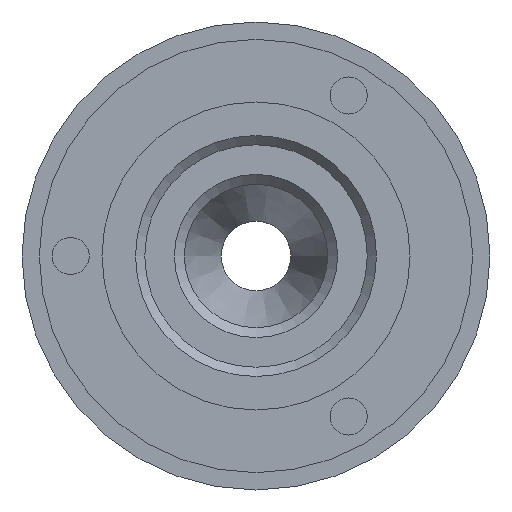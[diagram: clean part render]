
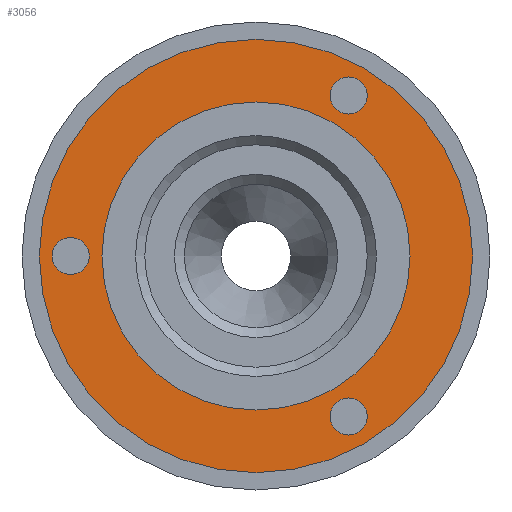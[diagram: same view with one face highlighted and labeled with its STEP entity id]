
A CAD part, front view. The second image highlights one B-rep face of the part: STEP entity #3056.
In plain terms, the highlighted planar face has unit normal (0, -1, 0).
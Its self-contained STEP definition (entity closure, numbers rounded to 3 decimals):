
#195=FACE_BOUND($,#731,.T.);
#196=FACE_BOUND($,#732,.T.);
#197=FACE_BOUND($,#733,.T.);
#198=FACE_BOUND($,#734,.T.);
#199=FACE_BOUND($,#735,.T.);
#238=CIRCLE($,#3159,4.);
#245=CIRCLE($,#3172,4.);
#259=CIRCLE($,#3203,4.);
#297=CIRCLE($,#3307,46.75);
#298=CIRCLE($,#3309,33.25);
#731=EDGE_LOOP($,(#2386));
#732=EDGE_LOOP($,(#2387));
#733=EDGE_LOOP($,(#2388));
#734=EDGE_LOOP($,(#2389));
#735=EDGE_LOOP($,(#2390));
#1270=VERTEX_POINT($,#4313);
#1277=VERTEX_POINT($,#4333);
#1300=VERTEX_POINT($,#4405);
#1417=VERTEX_POINT($,#4818);
#1418=VERTEX_POINT($,#4821);
#1574=EDGE_CURVE($,#1270,#1270,#238,.T.);
#1581=EDGE_CURVE($,#1277,#1277,#245,.T.);
#1613=EDGE_CURVE($,#1300,#1300,#259,.T.);
#1771=EDGE_CURVE($,#1417,#1417,#297,.T.);
#1772=EDGE_CURVE($,#1418,#1418,#298,.T.);
#2386=ORIENTED_EDGE($,*,*,#1574,.T.);
#2387=ORIENTED_EDGE($,*,*,#1581,.T.);
#2388=ORIENTED_EDGE($,*,*,#1613,.T.);
#2389=ORIENTED_EDGE($,*,*,#1771,.T.);
#2390=ORIENTED_EDGE($,*,*,#1772,.F.);
#2825=PLANE($,#3308);
#3056=ADVANCED_FACE($,(#195,#196,#197,#198,#199),#2825,.T.);
#3159=AXIS2_PLACEMENT_3D($,#4314,#3510,#3511);
#3172=AXIS2_PLACEMENT_3D($,#4334,#3536,#3537);
#3203=AXIS2_PLACEMENT_3D($,#4406,#3616,#3617);
#3307=AXIS2_PLACEMENT_3D($,#4819,#3920,#3921);
#3308=AXIS2_PLACEMENT_3D($,#4820,#3922,#3923);
#3309=AXIS2_PLACEMENT_3D($,#4822,#3924,#3925);
#3510=DIRECTION('center_axis',(0.,1.,0.));
#3511=DIRECTION('ref_axis',(0.5,0.,-0.866));
#3536=DIRECTION('center_axis',(0.,1.,0.));
#3537=DIRECTION('ref_axis',(0.5,0.,0.866));
#3616=DIRECTION('center_axis',(0.,1.,0.));
#3617=DIRECTION('ref_axis',(-1.,0.,0.));
#3920=DIRECTION('center_axis',(0.,-1.,0.));
#3921=DIRECTION('ref_axis',(1.,0.,0.));
#3922=DIRECTION('center_axis',(0.,-1.,0.));
#3923=DIRECTION('ref_axis',(0.,0.,-1.));
#3924=DIRECTION('center_axis',(0.,-1.,0.));
#3925=DIRECTION('ref_axis',(1.,0.,0.));
#4313=CARTESIAN_POINT('',(18.,-102.,-31.177));
#4314=CARTESIAN_POINT('Origin',(20.,-102.,-34.641));
#4333=CARTESIAN_POINT('',(18.,-102.,31.177));
#4334=CARTESIAN_POINT('Origin',(20.,-102.,34.641));
#4405=CARTESIAN_POINT('',(-36.,-102.,0.));
#4406=CARTESIAN_POINT('Origin',(-40.,-102.,0.));
#4818=CARTESIAN_POINT('',(46.75,-102.,0.));
#4819=CARTESIAN_POINT('Origin',(0.,-102.,0.));
#4820=CARTESIAN_POINT('Origin',(33.25,-102.,0.));
#4821=CARTESIAN_POINT('',(33.25,-102.,0.));
#4822=CARTESIAN_POINT('Origin',(0.,-102.,0.));
